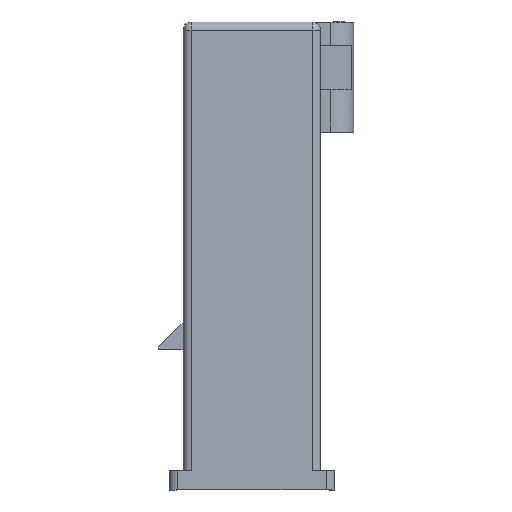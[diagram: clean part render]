
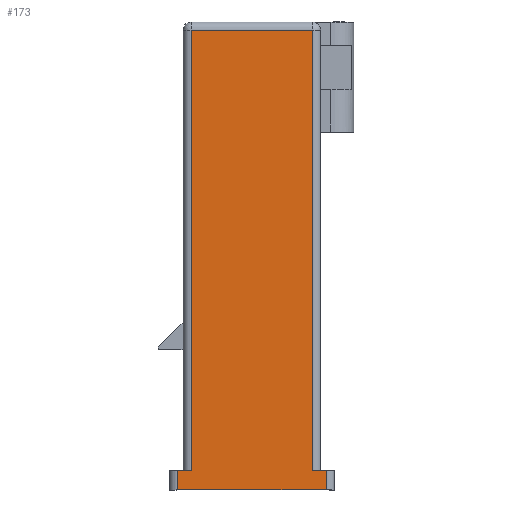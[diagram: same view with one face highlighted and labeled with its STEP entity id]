
A CAD part, left-side view. The second image highlights one B-rep face of the part: STEP entity #173.
In plain terms, the highlighted planar face has unit normal (-1, 0, 0).
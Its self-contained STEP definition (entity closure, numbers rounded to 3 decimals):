
#102=CARTESIAN_POINT('',(-10.911,0.,0.));
#103=DIRECTION('',(0.,0.,-1.));
#104=DIRECTION('',(-1.,-0.,0.));
#105=AXIS2_PLACEMENT_3D('',#102,#104,#103);
#106=PLANE('',#105);
#107=CARTESIAN_POINT('',(-10.911,2.63,-7.599));
#108=VERTEX_POINT('',#107);
#109=CARTESIAN_POINT('',(-10.911,2.63,-8.281));
#110=VERTEX_POINT('',#109);
#111=CARTESIAN_POINT('',(-10.911,2.63,-7.599));
#112=DIRECTION('',(0.,0.,-1.));
#113=VECTOR('',#112,0.682);
#114=LINE('',#111,#113);
#115=EDGE_CURVE('',#108,#110,#114,.T.);
#116=ORIENTED_EDGE('',*,*,#115,.T.);
#117=CARTESIAN_POINT('',(-10.911,-2.63,-8.281));
#118=VERTEX_POINT('',#117);
#119=CARTESIAN_POINT('',(-10.911,2.63,-8.281));
#120=DIRECTION('',(0.,-1.,0.));
#121=VECTOR('',#120,5.261);
#122=LINE('',#119,#121);
#123=EDGE_CURVE('',#110,#118,#122,.T.);
#124=ORIENTED_EDGE('',*,*,#123,.T.);
#125=CARTESIAN_POINT('',(-10.911,-2.63,-7.599));
#126=VERTEX_POINT('',#125);
#127=CARTESIAN_POINT('',(-10.911,-2.63,-8.281));
#128=DIRECTION('',(0.,0.,1.));
#129=VECTOR('',#128,0.682);
#130=LINE('',#127,#129);
#131=EDGE_CURVE('',#118,#126,#130,.T.);
#132=ORIENTED_EDGE('',*,*,#131,.T.);
#133=CARTESIAN_POINT('',(-10.911,-2.143,-7.599));
#134=VERTEX_POINT('',#133);
#135=CARTESIAN_POINT('',(-10.911,-2.63,-7.599));
#136=DIRECTION('',(0.,1.,0.));
#137=VECTOR('',#136,0.487);
#138=LINE('',#135,#137);
#139=EDGE_CURVE('',#126,#134,#138,.T.);
#140=ORIENTED_EDGE('',*,*,#139,.T.);
#141=CARTESIAN_POINT('',(-10.911,-2.143,7.989));
#142=VERTEX_POINT('',#141);
#143=CARTESIAN_POINT('',(-10.911,-2.143,-7.599));
#144=DIRECTION('',(0.,0.,1.));
#145=VECTOR('',#144,15.587);
#146=LINE('',#143,#145);
#147=EDGE_CURVE('',#134,#142,#146,.T.);
#148=ORIENTED_EDGE('',*,*,#147,.T.);
#149=CARTESIAN_POINT('',(-10.911,2.143,7.989));
#150=VERTEX_POINT('',#149);
#151=CARTESIAN_POINT('',(-10.911,-2.143,7.989));
#152=DIRECTION('',(0.,1.,0.));
#153=VECTOR('',#152,4.287);
#154=LINE('',#151,#153);
#155=EDGE_CURVE('',#142,#150,#154,.T.);
#156=ORIENTED_EDGE('',*,*,#155,.T.);
#157=CARTESIAN_POINT('',(-10.911,2.143,-7.599));
#158=VERTEX_POINT('',#157);
#159=CARTESIAN_POINT('',(-10.911,2.143,7.989));
#160=DIRECTION('',(0.,0.,-1.));
#161=VECTOR('',#160,15.587);
#162=LINE('',#159,#161);
#163=EDGE_CURVE('',#150,#158,#162,.T.);
#164=ORIENTED_EDGE('',*,*,#163,.T.);
#165=CARTESIAN_POINT('',(-10.911,2.143,-7.599));
#166=DIRECTION('',(0.,1.,0.));
#167=VECTOR('',#166,0.487);
#168=LINE('',#165,#167);
#169=EDGE_CURVE('',#158,#108,#168,.T.);
#170=ORIENTED_EDGE('',*,*,#169,.T.);
#171=EDGE_LOOP('',(#116,#124,#132,#140,#148,#156,#164,#170));
#172=FACE_OUTER_BOUND('',#171,.T.);
#173=ADVANCED_FACE('',(#172),#106,.T.);
